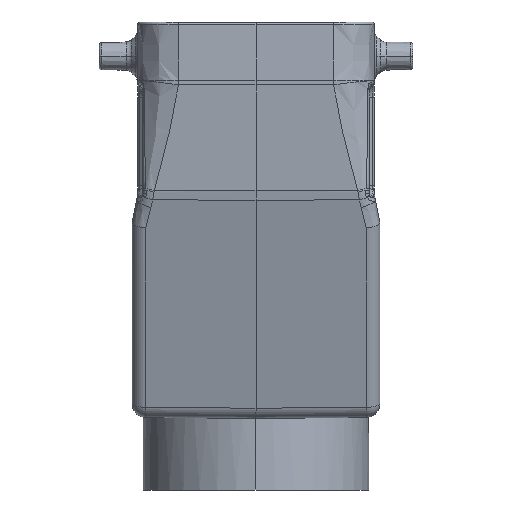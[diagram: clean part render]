
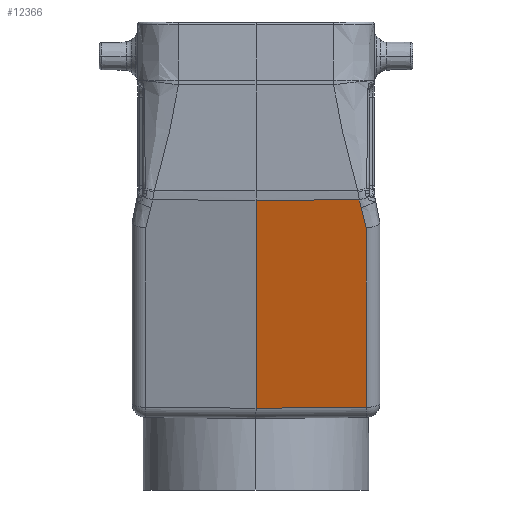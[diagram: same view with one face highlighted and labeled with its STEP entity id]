
A CAD part, left-side view. The second image highlights one B-rep face of the part: STEP entity #12366.
In plain terms, the highlighted planar face has unit normal (-0.966, -0.009, -0.259).
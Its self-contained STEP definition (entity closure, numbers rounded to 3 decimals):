
#556=CARTESIAN_POINT('',(-33.046,-20.022,
-37.395));
#557=CARTESIAN_POINT('',(-33.154,-19.948,
-36.996));
#558=CARTESIAN_POINT('',(-33.371,-19.782,
-36.189));
#559=CARTESIAN_POINT('',(-33.702,-19.491,
-34.965));
#560=CARTESIAN_POINT('',(-33.933,-19.248,
-34.112));
#561=CARTESIAN_POINT('',(-34.05,-19.115,
-33.678));
#714=DIRECTION('',(-0.259,0.,0.966));
#715=VECTOR('',#714,39.136);
#716=CARTESIAN_POINT('',(-24.451,0.,
-70.147));
#717=LINE('',#716,#715);
#718=DIRECTION('',(-0.007,1.,-0.009));
#719=VECTOR('',#718,20.023);
#720=CARTESIAN_POINT('',(-24.317,-20.022,
-69.972));
#721=LINE('',#720,#719);
#1656=DIRECTION('',(-0.009,1.,-0.002));
#1657=VECTOR('',#1656,18.768);
#1658=CARTESIAN_POINT('',(-34.418,-18.767,
-32.316));
#1659=LINE('',#1658,#1657);
#4289=CARTESIAN_POINT('',(-34.05,-19.115,
-33.678));
#4290=CARTESIAN_POINT('',(-34.093,-19.067,
-33.521));
#4291=CARTESIAN_POINT('',(-34.177,-18.984,
-33.21));
#4292=CARTESIAN_POINT('',(-34.304,-18.873,
-32.739));
#4293=CARTESIAN_POINT('',(-34.381,-18.803,
-32.454));
#4294=CARTESIAN_POINT('',(-34.418,-18.767,
-32.316));
#4296=CARTESIAN_POINT('',(-34.418,-18.767,
-32.316));
#5605=DIRECTION('',(-0.259,0.,0.966));
#5606=VECTOR('',#5605,33.727);
#5607=CARTESIAN_POINT('',(-24.317,-20.022,
-69.972));
#5608=LINE('',#5607,#5606);
#5609=CARTESIAN_POINT('',(-33.046,-20.022,
-37.395));
#9556=VERTEX_POINT('',#5609);
#9557=VERTEX_POINT('',#561);
#9726=VERTEX_POINT('',#4296);
#9733=CARTESIAN_POINT('',(-34.58,0.,
-32.345));
#9734=VERTEX_POINT('',#9733);
#9735=CARTESIAN_POINT('',(-24.451,0.,
-70.147));
#9736=VERTEX_POINT('',#9735);
#9737=CARTESIAN_POINT('',(-24.317,-20.022,
-69.972));
#9738=VERTEX_POINT('',#9737);
#12349=CARTESIAN_POINT('',(-23.955,0.,-72.));
#12350=DIRECTION('',(-0.966,-0.009,-0.259));
#12351=DIRECTION('',(-0.259,0.,0.966));
#12352=AXIS2_PLACEMENT_3D('',#12349,#12350,#12351);
#12353=PLANE('',#12352);
#12355=ORIENTED_EDGE('',*,*,#12354,.T.);
#12357=ORIENTED_EDGE('',*,*,#12356,.F.);
#12359=ORIENTED_EDGE('',*,*,#12358,.F.);
#12360=ORIENTED_EDGE('',*,*,#12179,.F.);
#12362=ORIENTED_EDGE('',*,*,#12361,.F.);
#12363=ORIENTED_EDGE('',*,*,#12339,.T.);
#12364=EDGE_LOOP('',(#12355,#12357,#12359,#12360,#12362,#12363));
#12365=FACE_OUTER_BOUND('',#12364,.F.);
#12366=ADVANCED_FACE('',(#12365),#12353,.T.);
#562=B_SPLINE_CURVE_WITH_KNOTS('',3,(#556,#557,#558,#559,#560,#561),
.UNSPECIFIED.,.F.,.F.,(4,1,1,4),(0.,0.333,0.667,1.),
.UNSPECIFIED.);
#4295=B_SPLINE_CURVE_WITH_KNOTS('',3,(#4289,#4290,#4291,#4292,#4293,#4294),
.UNSPECIFIED.,.F.,.F.,(4,1,1,4),(0.,0.333,0.667,1.),
.UNSPECIFIED.);
#12179=EDGE_CURVE('',#9556,#9557,#562,.T.);
#12339=EDGE_CURVE('',#9738,#9736,#721,.T.);
#12354=EDGE_CURVE('',#9736,#9734,#717,.T.);
#12356=EDGE_CURVE('',#9726,#9734,#1659,.T.);
#12358=EDGE_CURVE('',#9557,#9726,#4295,.T.);
#12361=EDGE_CURVE('',#9738,#9556,#5608,.T.);
